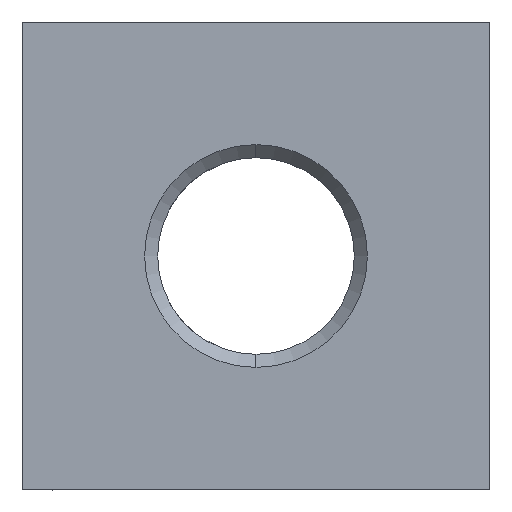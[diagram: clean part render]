
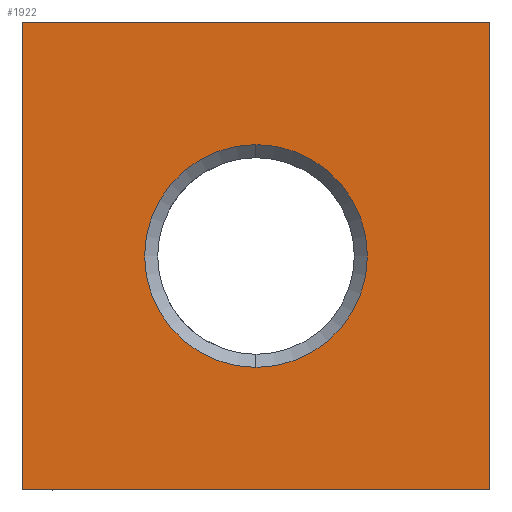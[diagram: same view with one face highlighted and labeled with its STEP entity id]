
A CAD part, left-side view. The second image highlights one B-rep face of the part: STEP entity #1922.
In plain terms, the highlighted planar face has unit normal (-1, 0, 0).
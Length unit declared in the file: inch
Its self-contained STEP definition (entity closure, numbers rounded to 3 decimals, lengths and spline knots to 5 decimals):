
#33 = VERTEX_POINT ( 'NONE', #1688 ) ;
#89 = CARTESIAN_POINT ( 'NONE',  ( -6.5, 0., 0.2975 ) ) ;
#132 = ORIENTED_EDGE ( 'NONE', *, *, #786, .T. ) ;
#176 = EDGE_CURVE ( 'NONE', #33, #2282, #735, .T. ) ;
#202 = CARTESIAN_POINT ( 'NONE',  ( -6.5, 0., 0. ) ) ;
#213 = CIRCLE ( 'NONE', #1637, 0.2975 ) ;
#268 = VECTOR ( 'NONE', #468, 39.37008 ) ;
#285 = CIRCLE ( 'NONE', #582, 0.2975 ) ;
#306 = ORIENTED_EDGE ( 'NONE', *, *, #176, .F. ) ;
#315 = LINE ( 'NONE', #387, #1037 ) ;
#316 = FACE_BOUND ( 'NONE', #465, .T. ) ;
#387 = CARTESIAN_POINT ( 'NONE',  ( -6.5, 0.625, -0.625 ) ) ;
#394 = EDGE_LOOP ( 'NONE', ( #2285, #306, #1430, #868 ) ) ;
#402 = DIRECTION ( 'NONE',  ( 1., 0., 0. ) ) ;
#465 = EDGE_LOOP ( 'NONE', ( #132, #721 ) ) ;
#468 = DIRECTION ( 'NONE',  ( 0., -1., 0. ) ) ;
#485 = CARTESIAN_POINT ( 'NONE',  ( -6.5, -0.625, -0.625 ) ) ;
#492 = VERTEX_POINT ( 'NONE', #563 ) ;
#563 = CARTESIAN_POINT ( 'NONE',  ( -6.5, 0.625, -0.625 ) ) ;
#564 = DIRECTION ( 'NONE',  ( 0., 0., 1. ) ) ;
#582 = AXIS2_PLACEMENT_3D ( 'NONE', #202, #402, #1460 ) ;
#600 = CARTESIAN_POINT ( 'NONE',  ( -6.5, -0.625, 0.625 ) ) ;
#610 = DIRECTION ( 'NONE',  ( 0., 0., 1. ) ) ;
#628 = VECTOR ( 'NONE', #1878, 39.37008 ) ;
#632 = LINE ( 'NONE', #485, #2379 ) ;
#692 = LINE ( 'NONE', #2245, #628 ) ;
#694 = FACE_OUTER_BOUND ( 'NONE', #394, .T. ) ;
#721 = ORIENTED_EDGE ( 'NONE', *, *, #1825, .T. ) ;
#735 = LINE ( 'NONE', #2307, #268 ) ;
#786 = EDGE_CURVE ( 'NONE', #2348, #941, #213, .T. ) ;
#868 = ORIENTED_EDGE ( 'NONE', *, *, #1692, .F. ) ;
#941 = VERTEX_POINT ( 'NONE', #956 ) ;
#956 = CARTESIAN_POINT ( 'NONE',  ( -6.5, 0., -0.2975 ) ) ;
#1037 = VECTOR ( 'NONE', #564, 39.37008 ) ;
#1111 = VERTEX_POINT ( 'NONE', #2016 ) ;
#1112 = AXIS2_PLACEMENT_3D ( 'NONE', #1335, #1536, #610 ) ;
#1204 = DIRECTION ( 'NONE',  ( 0., 0., 1. ) ) ;
#1230 = EDGE_CURVE ( 'NONE', #2282, #1111, #692, .T. ) ;
#1335 = CARTESIAN_POINT ( 'NONE',  ( -6.5, -0.625, 0.625 ) ) ;
#1391 = DIRECTION ( 'NONE',  ( 1., 0., 0. ) ) ;
#1430 = ORIENTED_EDGE ( 'NONE', *, *, #1477, .F. ) ;
#1460 = DIRECTION ( 'NONE',  ( 0., 0., 1. ) ) ;
#1477 = EDGE_CURVE ( 'NONE', #492, #33, #315, .T. ) ;
#1536 = DIRECTION ( 'NONE',  ( -1., 0., 0. ) ) ;
#1637 = AXIS2_PLACEMENT_3D ( 'NONE', #1773, #1391, #1204 ) ;
#1688 = CARTESIAN_POINT ( 'NONE',  ( -6.5, 0.625, 0.625 ) ) ;
#1692 = EDGE_CURVE ( 'NONE', #1111, #492, #632, .T. ) ;
#1773 = CARTESIAN_POINT ( 'NONE',  ( -6.5, 0., 0. ) ) ;
#1825 = EDGE_CURVE ( 'NONE', #941, #2348, #285, .T. ) ;
#1878 = DIRECTION ( 'NONE',  ( 0., 0., -1. ) ) ;
#1922 = ADVANCED_FACE ( 'NONE', ( #316, #694 ), #2106, .T. ) ;
#2016 = CARTESIAN_POINT ( 'NONE',  ( -6.5, -0.625, -0.625 ) ) ;
#2106 = PLANE ( 'NONE',  #1112 ) ;
#2245 = CARTESIAN_POINT ( 'NONE',  ( -6.5, -0.625, 0.625 ) ) ;
#2282 = VERTEX_POINT ( 'NONE', #600 ) ;
#2285 = ORIENTED_EDGE ( 'NONE', *, *, #1230, .F. ) ;
#2307 = CARTESIAN_POINT ( 'NONE',  ( -6.5, 0.625, 0.625 ) ) ;
#2348 = VERTEX_POINT ( 'NONE', #89 ) ;
#2379 = VECTOR ( 'NONE', #2382, 39.37008 ) ;
#2382 = DIRECTION ( 'NONE',  ( 0., 1., 0. ) ) ;
